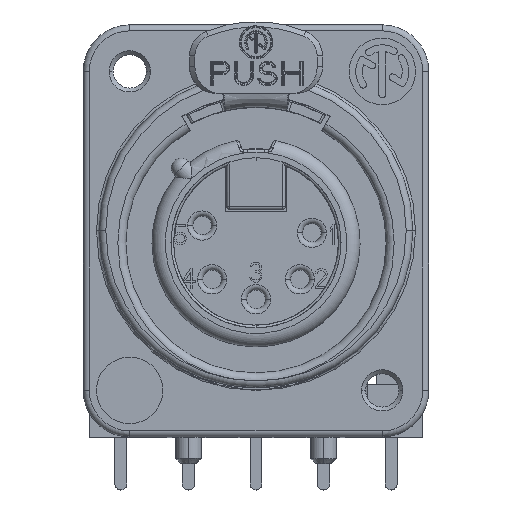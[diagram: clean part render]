
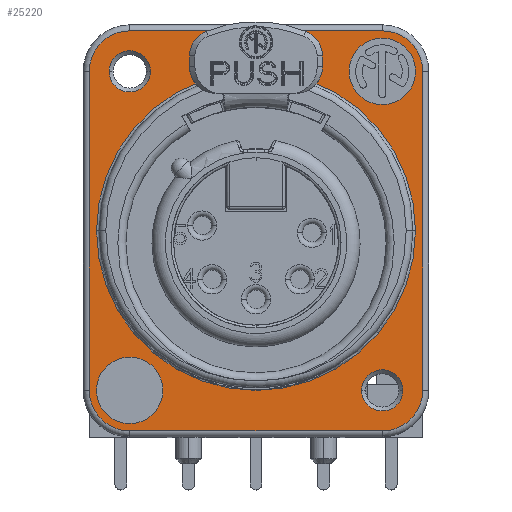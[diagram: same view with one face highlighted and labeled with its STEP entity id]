
A CAD part, top view. The second image highlights one B-rep face of the part: STEP entity #25220.
In plain terms, the highlighted planar face has unit normal (0, 0, 1).
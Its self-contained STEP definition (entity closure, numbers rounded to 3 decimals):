
#1592=CARTESIAN_POINT('',(9.5,12.9,2.));
#1593=DIRECTION('',(0.,0.,1.));
#1594=DIRECTION('',(1.,0.,0.));
#1595=AXIS2_PLACEMENT_3D('',#1592,#1593,#1594);
#1597=CARTESIAN_POINT('',(9.5,12.9,2.));
#1598=DIRECTION('',(0.,0.,1.));
#1599=DIRECTION('',(-1.,0.,0.));
#1600=AXIS2_PLACEMENT_3D('',#1597,#1598,#1599);
#1602=CARTESIAN_POINT('',(-9.5,-11.1,2.));
#1603=DIRECTION('',(0.,0.,1.));
#1604=DIRECTION('',(1.,0.,0.));
#1605=AXIS2_PLACEMENT_3D('',#1602,#1603,#1604);
#1607=CARTESIAN_POINT('',(-9.5,-11.1,2.));
#1608=DIRECTION('',(0.,0.,1.));
#1609=DIRECTION('',(-1.,0.,0.));
#1610=AXIS2_PLACEMENT_3D('',#1607,#1608,#1609);
#1612=CARTESIAN_POINT('',(-9.5,12.9,2.));
#1613=DIRECTION('',(0.,0.,-1.));
#1614=DIRECTION('',(1.,0.,0.));
#1615=AXIS2_PLACEMENT_3D('',#1612,#1613,#1614);
#1617=CARTESIAN_POINT('',(-9.5,12.9,2.));
#1618=DIRECTION('',(0.,0.,-1.));
#1619=DIRECTION('',(-1.,0.,0.));
#1620=AXIS2_PLACEMENT_3D('',#1617,#1618,#1619);
#1622=CARTESIAN_POINT('',(9.5,-11.1,2.));
#1623=DIRECTION('',(0.,0.,-1.));
#1624=DIRECTION('',(1.,0.,0.));
#1625=AXIS2_PLACEMENT_3D('',#1622,#1623,#1624);
#1627=CARTESIAN_POINT('',(9.5,-11.1,2.));
#1628=DIRECTION('',(0.,0.,-1.));
#1629=DIRECTION('',(-1.,0.,0.));
#1630=AXIS2_PLACEMENT_3D('',#1627,#1628,#1629);
#1632=CARTESIAN_POINT('',(9.5,-11.1,2.));
#1633=DIRECTION('',(0.,0.,1.));
#1634=DIRECTION('',(0.,-1.,0.));
#1635=AXIS2_PLACEMENT_3D('',#1632,#1633,#1634);
#1637=DIRECTION('',(1.,0.,0.));
#1638=VECTOR('',#1637,19.);
#1639=CARTESIAN_POINT('',(-9.5,-14.15,2.));
#1640=LINE('',#1639,#1638);
#1641=CARTESIAN_POINT('',(-9.5,-11.1,2.));
#1642=DIRECTION('',(0.,0.,1.));
#1643=DIRECTION('',(-1.,0.,0.));
#1644=AXIS2_PLACEMENT_3D('',#1641,#1642,#1643);
#1646=DIRECTION('',(0.,-1.,0.));
#1647=VECTOR('',#1646,24.);
#1648=CARTESIAN_POINT('',(-12.55,12.9,2.));
#1649=LINE('',#1648,#1647);
#1650=CARTESIAN_POINT('',(-9.5,12.9,2.));
#1651=DIRECTION('',(0.,0.,1.));
#1652=DIRECTION('',(0.,1.,0.));
#1653=AXIS2_PLACEMENT_3D('',#1650,#1651,#1652);
#1655=DIRECTION('',(-1.,0.,0.));
#1656=VECTOR('',#1655,19.);
#1657=CARTESIAN_POINT('',(9.5,15.95,2.));
#1658=LINE('',#1657,#1656);
#1659=CARTESIAN_POINT('',(9.5,12.9,2.));
#1660=DIRECTION('',(0.,0.,1.));
#1661=DIRECTION('',(1.,0.,0.));
#1662=AXIS2_PLACEMENT_3D('',#1659,#1660,#1661);
#1664=DIRECTION('',(0.,1.,0.));
#1665=VECTOR('',#1664,24.);
#1666=CARTESIAN_POINT('',(12.55,-11.1,2.));
#1667=LINE('',#1666,#1665);
#1668=CARTESIAN_POINT('',(0.,0.9,2.));
#1669=DIRECTION('',(0.,0.,1.));
#1670=DIRECTION('',(1.,0.,0.));
#1671=AXIS2_PLACEMENT_3D('',#1668,#1669,#1670);
#1673=CARTESIAN_POINT('',(0.,0.9,2.));
#1674=DIRECTION('',(0.,0.,1.));
#1675=DIRECTION('',(-1.,0.,0.));
#1676=AXIS2_PLACEMENT_3D('',#1673,#1674,#1675);
#18837=CARTESIAN_POINT('',(12.,12.9,2.));
#18838=CARTESIAN_POINT('',(7.,12.9,2.));
#18839=VERTEX_POINT('',#18837);
#18840=VERTEX_POINT('',#18838);
#18841=CARTESIAN_POINT('',(-12.,-11.1,2.));
#18842=CARTESIAN_POINT('',(-7.,-11.1,2.));
#18843=VERTEX_POINT('',#18841);
#18844=VERTEX_POINT('',#18842);
#19251=CARTESIAN_POINT('',(-7.95,12.9,2.));
#19252=CARTESIAN_POINT('',(-11.05,12.9,2.));
#19253=VERTEX_POINT('',#19251);
#19254=VERTEX_POINT('',#19252);
#19259=CARTESIAN_POINT('',(11.05,-11.1,2.));
#19260=CARTESIAN_POINT('',(7.95,-11.1,2.));
#19261=VERTEX_POINT('',#19259);
#19262=VERTEX_POINT('',#19260);
#19347=CARTESIAN_POINT('',(9.5,-14.15,2.));
#19348=CARTESIAN_POINT('',(12.55,-11.1,2.));
#19349=VERTEX_POINT('',#19347);
#19350=VERTEX_POINT('',#19348);
#19355=CARTESIAN_POINT('',(12.55,12.9,2.));
#19356=VERTEX_POINT('',#19355);
#19359=CARTESIAN_POINT('',(9.5,15.95,2.));
#19360=VERTEX_POINT('',#19359);
#19363=CARTESIAN_POINT('',(-9.5,15.95,2.));
#19364=VERTEX_POINT('',#19363);
#19367=CARTESIAN_POINT('',(-12.55,12.9,2.));
#19368=VERTEX_POINT('',#19367);
#19371=CARTESIAN_POINT('',(-12.55,-11.1,2.));
#19372=VERTEX_POINT('',#19371);
#19375=CARTESIAN_POINT('',(-9.5,-14.15,2.));
#19376=VERTEX_POINT('',#19375);
#19608=CARTESIAN_POINT('',(12.,0.9,2.));
#19609=CARTESIAN_POINT('',(-12.,0.9,2.));
#19610=VERTEX_POINT('',#19608);
#19611=VERTEX_POINT('',#19609);
#25168=CARTESIAN_POINT('',(0.,0.,2.));
#25169=DIRECTION('',(0.,0.,-1.));
#25170=DIRECTION('',(0.,-1.,0.));
#25171=AXIS2_PLACEMENT_3D('',#25168,#25169,#25170);
#25172=PLANE('',#25171);
#25174=ORIENTED_EDGE('',*,*,#25173,.F.);
#25176=ORIENTED_EDGE('',*,*,#25175,.F.);
#25178=ORIENTED_EDGE('',*,*,#25177,.F.);
#25180=ORIENTED_EDGE('',*,*,#25179,.F.);
#25182=ORIENTED_EDGE('',*,*,#25181,.F.);
#25184=ORIENTED_EDGE('',*,*,#25183,.F.);
#25186=ORIENTED_EDGE('',*,*,#25185,.F.);
#25188=ORIENTED_EDGE('',*,*,#25187,.F.);
#25189=EDGE_LOOP('',(#25174,#25176,#25178,#25180,#25182,#25184,#25186,#25188));
#25190=FACE_OUTER_BOUND('',#25189,.F.);
#25192=ORIENTED_EDGE('',*,*,#25191,.T.);
#25194=ORIENTED_EDGE('',*,*,#25193,.T.);
#25195=EDGE_LOOP('',(#25192,#25194));
#25196=FACE_BOUND('',#25195,.F.);
#25197=ORIENTED_EDGE('',*,*,#25158,.F.);
#25199=ORIENTED_EDGE('',*,*,#25198,.F.);
#25200=EDGE_LOOP('',(#25197,#25199));
#25201=FACE_BOUND('',#25200,.F.);
#25203=ORIENTED_EDGE('',*,*,#25202,.F.);
#25205=ORIENTED_EDGE('',*,*,#25204,.F.);
#25206=EDGE_LOOP('',(#25203,#25205));
#25207=FACE_BOUND('',#25206,.F.);
#25209=ORIENTED_EDGE('',*,*,#25208,.T.);
#25211=ORIENTED_EDGE('',*,*,#25210,.T.);
#25212=EDGE_LOOP('',(#25209,#25211));
#25213=FACE_BOUND('',#25212,.F.);
#25215=ORIENTED_EDGE('',*,*,#25214,.T.);
#25217=ORIENTED_EDGE('',*,*,#25216,.T.);
#25218=EDGE_LOOP('',(#25215,#25217));
#25219=FACE_BOUND('',#25218,.F.);
#25220=ADVANCED_FACE('',(#25190,#25196,#25201,#25207,#25213,#25219),#25172,.F.);
#1596=CIRCLE('',#1595,2.5);
#1601=CIRCLE('',#1600,2.5);
#1606=CIRCLE('',#1605,2.5);
#1611=CIRCLE('',#1610,2.5);
#1616=CIRCLE('',#1615,1.55);
#1621=CIRCLE('',#1620,1.55);
#1626=CIRCLE('',#1625,1.55);
#1631=CIRCLE('',#1630,1.55);
#1636=CIRCLE('',#1635,3.05);
#1645=CIRCLE('',#1644,3.05);
#1654=CIRCLE('',#1653,3.05);
#1663=CIRCLE('',#1662,3.05);
#1672=CIRCLE('',#1671,12.);
#1677=CIRCLE('',#1676,12.);
#25158=EDGE_CURVE('',#19253,#19254,#1616,.T.);
#25173=EDGE_CURVE('',#19349,#19350,#1636,.T.);
#25175=EDGE_CURVE('',#19376,#19349,#1640,.T.);
#25177=EDGE_CURVE('',#19372,#19376,#1645,.T.);
#25179=EDGE_CURVE('',#19368,#19372,#1649,.T.);
#25181=EDGE_CURVE('',#19364,#19368,#1654,.T.);
#25183=EDGE_CURVE('',#19360,#19364,#1658,.T.);
#25185=EDGE_CURVE('',#19356,#19360,#1663,.T.);
#25187=EDGE_CURVE('',#19350,#19356,#1667,.T.);
#25191=EDGE_CURVE('',#18844,#18843,#1606,.T.);
#25193=EDGE_CURVE('',#18843,#18844,#1611,.T.);
#25198=EDGE_CURVE('',#19254,#19253,#1621,.T.);
#25202=EDGE_CURVE('',#19261,#19262,#1626,.T.);
#25204=EDGE_CURVE('',#19262,#19261,#1631,.T.);
#25208=EDGE_CURVE('',#18839,#18840,#1596,.T.);
#25210=EDGE_CURVE('',#18840,#18839,#1601,.T.);
#25214=EDGE_CURVE('',#19610,#19611,#1672,.T.);
#25216=EDGE_CURVE('',#19611,#19610,#1677,.T.);
